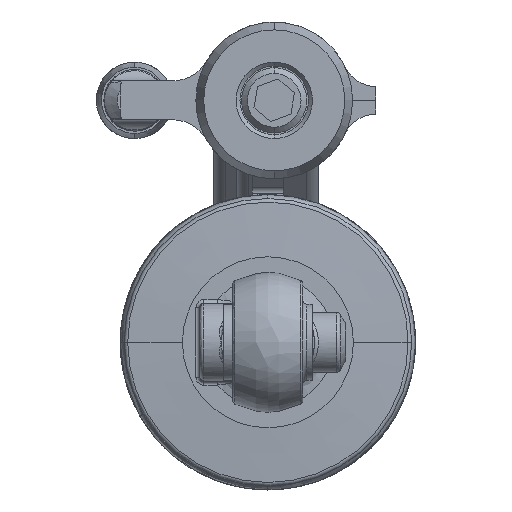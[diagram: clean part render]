
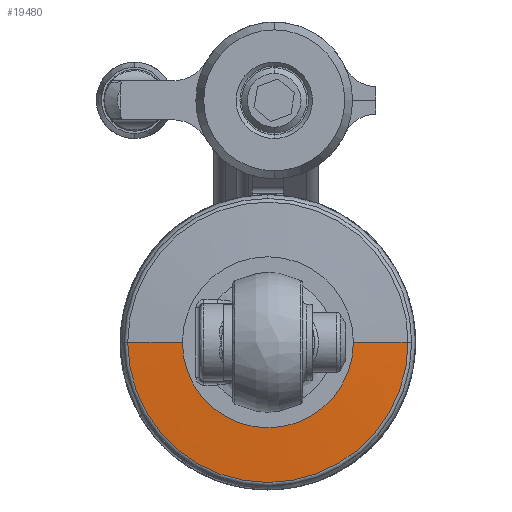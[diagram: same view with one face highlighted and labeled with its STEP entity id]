
A CAD part, left-side view. The second image highlights one B-rep face of the part: STEP entity #19480.
In plain terms, the highlighted conical face has half-angle 86.186 degrees and reference radius 37 mm.
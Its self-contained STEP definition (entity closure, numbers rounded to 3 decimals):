
#18 = LINE ( 'NONE', #9809, #17433 ) ;
#792 = EDGE_CURVE ( 'NONE', #21244, #16351, #22211, .T. ) ;
#1307 = VERTEX_POINT ( 'NONE', #8920 ) ;
#1388 = VERTEX_POINT ( 'NONE', #3013 ) ;
#1891 = CIRCLE ( 'NONE', #13685, 22. ) ;
#2786 = CARTESIAN_POINT ( 'NONE',  ( 40., 0., 0. ) ) ;
#3013 = CARTESIAN_POINT ( 'NONE',  ( 40., 22., 0. ) ) ;
#3257 = CIRCLE ( 'NONE', #24361, 36.067 ) ;
#3442 = AXIS2_PLACEMENT_3D ( 'NONE', #2786, #17867, #4954 ) ;
#4954 = DIRECTION ( 'NONE',  ( 0., 0., -1. ) ) ;
#5047 = VERTEX_POINT ( 'NONE', #16338 ) ;
#5096 = CARTESIAN_POINT ( 'NONE',  ( 40.938, 0., 0. ) ) ;
#5184 = ORIENTED_EDGE ( 'NONE', *, *, #792, .F. ) ;
#5658 = CARTESIAN_POINT ( 'NONE',  ( 41., -37., 0. ) ) ;
#5673 = AXIS2_PLACEMENT_3D ( 'NONE', #23206, #21080, #10308 ) ;
#6081 = CARTESIAN_POINT ( 'NONE',  ( 40., 0., 0. ) ) ;
#6086 = EDGE_CURVE ( 'NONE', #1307, #1388, #1891, .T. ) ;
#6554 = CONICAL_SURFACE ( 'NONE', #5673, 37., 1.504 ) ;
#7249 = DIRECTION ( 'NONE',  ( 0., -1., 0. ) ) ;
#8232 = DIRECTION ( 'NONE',  ( 0., 0., -1. ) ) ;
#8920 = CARTESIAN_POINT ( 'NONE',  ( 40., 0., -22. ) ) ;
#9809 = CARTESIAN_POINT ( 'NONE',  ( 41., 37., 0. ) ) ;
#9962 = DIRECTION ( 'NONE',  ( 0.067, -0.998, 0. ) ) ;
#10308 = DIRECTION ( 'NONE',  ( 0., 1., 0. ) ) ;
#11591 = CARTESIAN_POINT ( 'NONE',  ( 40., -22., 0. ) ) ;
#13685 = AXIS2_PLACEMENT_3D ( 'NONE', #6081, #21156, #8232 ) ;
#16141 = ORIENTED_EDGE ( 'NONE', *, *, #19812, .T. ) ;
#16338 = CARTESIAN_POINT ( 'NONE',  ( 40.938, 36.067, 0. ) ) ;
#16351 = VERTEX_POINT ( 'NONE', #17261 ) ;
#17212 = FACE_OUTER_BOUND ( 'NONE', #18965, .T. ) ;
#17261 = CARTESIAN_POINT ( 'NONE',  ( 40.938, -36.067, 0. ) ) ;
#17433 = VECTOR ( 'NONE', #22732, 1000. ) ;
#17751 = EDGE_CURVE ( 'NONE', #5047, #16351, #3257, .T. ) ;
#17867 = DIRECTION ( 'NONE',  ( 1., 0., 0. ) ) ;
#18965 = EDGE_LOOP ( 'NONE', ( #5184, #16141, #22242, #24165, #27393 ) ) ;
#19480 = ADVANCED_FACE ( 'NONE', ( #17212 ), #6554, .T. ) ;
#19812 = EDGE_CURVE ( 'NONE', #21244, #1307, #24684, .T. ) ;
#20172 = DIRECTION ( 'NONE',  ( -1., 0., 0. ) ) ;
#21080 = DIRECTION ( 'NONE',  ( 1., 0., 0. ) ) ;
#21156 = DIRECTION ( 'NONE',  ( 1., 0., 0. ) ) ;
#21244 = VERTEX_POINT ( 'NONE', #11591 ) ;
#22127 = EDGE_CURVE ( 'NONE', #1388, #5047, #18, .T. ) ;
#22211 = LINE ( 'NONE', #5658, #26488 ) ;
#22242 = ORIENTED_EDGE ( 'NONE', *, *, #6086, .T. ) ;
#22732 = DIRECTION ( 'NONE',  ( 0.067, 0.998, 0. ) ) ;
#23206 = CARTESIAN_POINT ( 'NONE',  ( 41., 0., 0. ) ) ;
#24165 = ORIENTED_EDGE ( 'NONE', *, *, #22127, .T. ) ;
#24361 = AXIS2_PLACEMENT_3D ( 'NONE', #5096, #20172, #7249 ) ;
#24684 = CIRCLE ( 'NONE', #3442, 22. ) ;
#26488 = VECTOR ( 'NONE', #9962, 1000. ) ;
#27393 = ORIENTED_EDGE ( 'NONE', *, *, #17751, .T. ) ;
